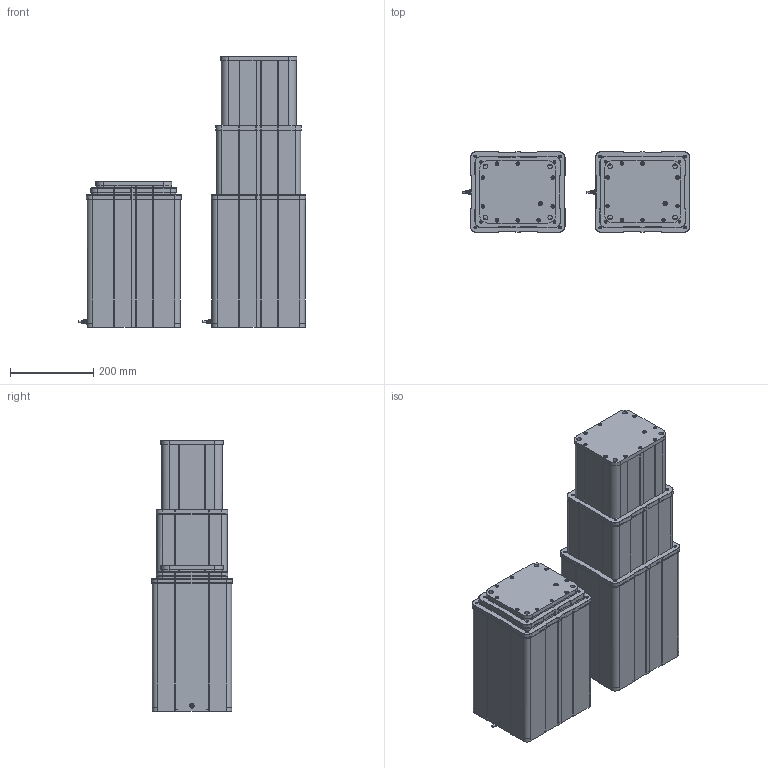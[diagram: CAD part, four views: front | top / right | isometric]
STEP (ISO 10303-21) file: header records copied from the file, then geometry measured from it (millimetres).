
FILE_DESCRIPTION( ('This file contains a STEP AP42 implementation' ,'as created by ZW3D STEP Interface translator.' ,'') ,'2;1' );
FILE_NAME( 'FY018C3-300-350£¨01£©.stp' ,'26 2 3.105552', (''), ('ZWCAD Software Co.'), 'Version 1.0', 'ZW3D to STEP translator', '' );
FILE_SCHEMA(('AUTOMOTIVE_DESIGN { 1 0 10303 214 1 1 1 1 }'));
Length unit declared in the file: millimetre
Products named in the file (1): 0
Bounding box: 547.55 x 194 x 650 mm (x, y, z)
Surface area: 1645676.7 mm2 (no closed solid volume)
Topology: 0 solids, 50 shells, 1172 faces, 4634 edges, 3396 vertices
Faces by surface type: plane 546, cylinder 438, bspline 128, cone 60
Full cylindrical faces by diameter (mm): 2.675 x2, 3.5 x10, 5 x2, 5.5 x10, 6.8 x8, 8.5 x38, 9.3 x2, 11 x18, 12.5 x2
Entity records: 55979 total; most frequent: CARTESIAN_POINT 18557, DIRECTION 6980, ORIENTED_EDGE 6874, EDGE_CURVE 4608, VERTEX_POINT 3396, AXIS2_PLACEMENT_3D 2445, VECTOR 2090, LINE 2090
